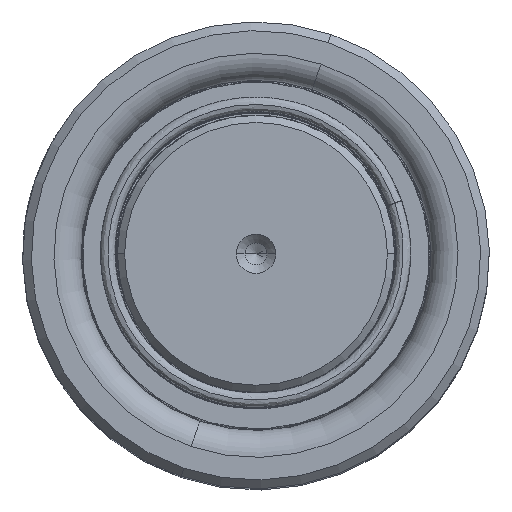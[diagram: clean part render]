
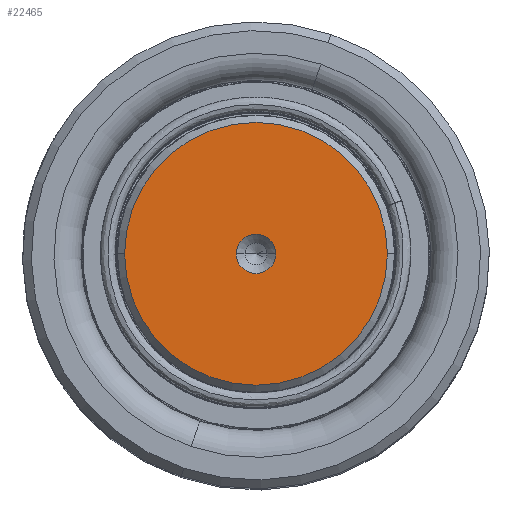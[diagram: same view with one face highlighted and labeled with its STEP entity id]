
A CAD part, top view. The second image highlights one B-rep face of the part: STEP entity #22465.
In plain terms, the highlighted planar face has unit normal (0, 0, 1).
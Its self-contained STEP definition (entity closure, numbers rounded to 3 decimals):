
#535 = PLANE ( 'NONE',  #12472 ) ;
#2010 = EDGE_CURVE ( 'NONE', #55429, #30874, #41840, .T. ) ;
#3411 = AXIS2_PLACEMENT_3D ( 'NONE', #21301, #31251, #14851 ) ;
#5203 = ORIENTED_EDGE ( 'NONE', *, *, #49738, .T. ) ;
#5385 = CARTESIAN_POINT ( 'NONE',  ( 0., 0., 220. ) ) ;
#5831 = DIRECTION ( 'NONE',  ( 0., 0., 1. ) ) ;
#5963 = ORIENTED_EDGE ( 'NONE', *, *, #65113, .F. ) ;
#12472 = AXIS2_PLACEMENT_3D ( 'NONE', #46022, #5831, #40244 ) ;
#13061 = DIRECTION ( 'NONE',  ( 1., 0., 0. ) ) ;
#14851 = DIRECTION ( 'NONE',  ( 1., 0., 0. ) ) ;
#15109 = AXIS2_PLACEMENT_3D ( 'NONE', #5385, #27127, #57161 ) ;
#18977 = VERTEX_POINT ( 'NONE', #40133 ) ;
#21301 = CARTESIAN_POINT ( 'NONE',  ( 0., 0., 220. ) ) ;
#22465 = ADVANCED_FACE ( 'NONE', ( #39397, #34649 ), #535, .T. ) ;
#23307 = AXIS2_PLACEMENT_3D ( 'NONE', #24825, #29467, #59738 ) ;
#24825 = CARTESIAN_POINT ( 'NONE',  ( 0., 0., 220. ) ) ;
#27127 = DIRECTION ( 'NONE',  ( 0., 0., 1. ) ) ;
#27229 = AXIS2_PLACEMENT_3D ( 'NONE', #59179, #39090, #13061 ) ;
#29467 = DIRECTION ( 'NONE',  ( 0., 0., 1. ) ) ;
#30874 = VERTEX_POINT ( 'NONE', #37892 ) ;
#31251 = DIRECTION ( 'NONE',  ( 0., 0., 1. ) ) ;
#31744 = CIRCLE ( 'NONE', #23307, 2.7 ) ;
#32074 = CIRCLE ( 'NONE', #15109, 18.014 ) ;
#34649 = FACE_OUTER_BOUND ( 'NONE', #51683, .T. ) ;
#37892 = CARTESIAN_POINT ( 'NONE',  ( 2.7, 0., 220. ) ) ;
#39090 = DIRECTION ( 'NONE',  ( 0., 0., 1. ) ) ;
#39397 = FACE_BOUND ( 'NONE', #62928, .T. ) ;
#40133 = CARTESIAN_POINT ( 'NONE',  ( -18.014, 0., 220. ) ) ;
#40244 = DIRECTION ( 'NONE',  ( 1., 0., 0. ) ) ;
#41840 = CIRCLE ( 'NONE', #3411, 2.7 ) ;
#43806 = ORIENTED_EDGE ( 'NONE', *, *, #56966, .T. ) ;
#46022 = CARTESIAN_POINT ( 'NONE',  ( 0., 0., 220. ) ) ;
#48135 = CIRCLE ( 'NONE', #27229, 18.014 ) ;
#48703 = VERTEX_POINT ( 'NONE', #58803 ) ;
#49738 = EDGE_CURVE ( 'NONE', #48703, #18977, #48135, .T. ) ;
#51683 = EDGE_LOOP ( 'NONE', ( #43806, #5203 ) ) ;
#55429 = VERTEX_POINT ( 'NONE', #56445 ) ;
#56445 = CARTESIAN_POINT ( 'NONE',  ( -2.7, 0., 220. ) ) ;
#56966 = EDGE_CURVE ( 'NONE', #18977, #48703, #32074, .T. ) ;
#57161 = DIRECTION ( 'NONE',  ( 1., 0., 0. ) ) ;
#58803 = CARTESIAN_POINT ( 'NONE',  ( 18.014, 0., 220. ) ) ;
#59179 = CARTESIAN_POINT ( 'NONE',  ( 0., 0., 220. ) ) ;
#59738 = DIRECTION ( 'NONE',  ( 1., 0., 0. ) ) ;
#59872 = ORIENTED_EDGE ( 'NONE', *, *, #2010, .F. ) ;
#62928 = EDGE_LOOP ( 'NONE', ( #5963, #59872 ) ) ;
#65113 = EDGE_CURVE ( 'NONE', #30874, #55429, #31744, .T. ) ;
